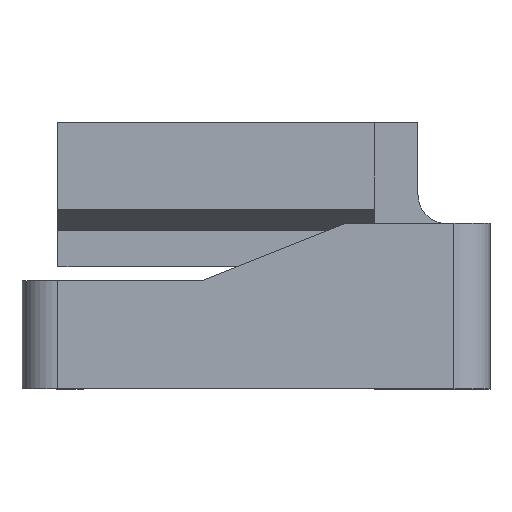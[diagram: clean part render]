
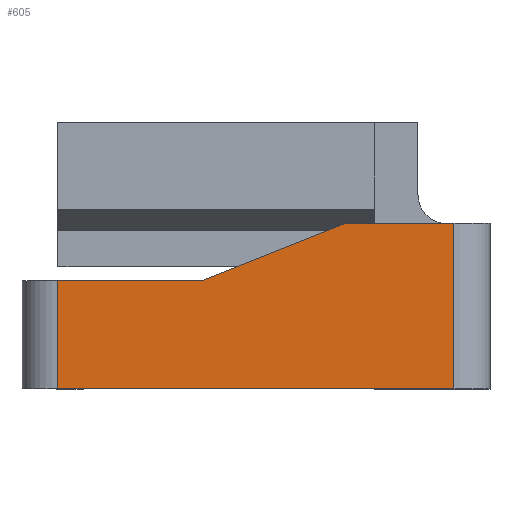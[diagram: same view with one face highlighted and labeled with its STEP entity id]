
A CAD part, top view. The second image highlights one B-rep face of the part: STEP entity #605.
In plain terms, the highlighted planar face has unit normal (0, 0, 1).
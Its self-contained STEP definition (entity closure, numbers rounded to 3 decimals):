
#43=DIRECTION('',(1.,0.,0.));
#44=VECTOR('',#43,5.5);
#45=CARTESIAN_POINT('',(-6.,0.,0.));
#46=LINE('',#45,#44);
#72=DIRECTION('',(0.,1.,0.));
#73=VECTOR('',#72,2.3);
#74=CARTESIAN_POINT('',(-0.5,0.,0.));
#75=LINE('',#74,#73);
#76=DIRECTION('',(1.,0.,0.));
#77=VECTOR('',#76,2.);
#78=CARTESIAN_POINT('',(-6.,1.5,0.));
#79=LINE('',#78,#77);
#80=DIRECTION('',(0.928,0.371,0.));
#81=VECTOR('',#80,2.154);
#82=CARTESIAN_POINT('',(-4.,1.5,0.));
#83=LINE('',#82,#81);
#84=DIRECTION('',(0.,1.,0.));
#85=VECTOR('',#84,1.5);
#86=CARTESIAN_POINT('',(-6.,0.,0.));
#87=LINE('',#86,#85);
#167=DIRECTION('',(1.,0.,0.));
#168=VECTOR('',#167,1.5);
#169=CARTESIAN_POINT('',(-2.,2.3,0.));
#170=LINE('',#169,#168);
#383=CARTESIAN_POINT('',(-6.,0.,0.));
#384=CARTESIAN_POINT('',(-0.5,0.,0.));
#385=VERTEX_POINT('',#383);
#386=VERTEX_POINT('',#384);
#405=CARTESIAN_POINT('',(-0.5,2.3,0.));
#407=VERTEX_POINT('',#405);
#419=CARTESIAN_POINT('',(-2.,2.3,0.));
#421=VERTEX_POINT('',#419);
#423=CARTESIAN_POINT('',(-6.,1.5,0.));
#424=CARTESIAN_POINT('',(-4.,1.5,0.));
#425=VERTEX_POINT('',#423);
#426=VERTEX_POINT('',#424);
#588=CARTESIAN_POINT('',(-6.,0.,0.));
#589=DIRECTION('',(0.,0.,1.));
#590=DIRECTION('',(1.,0.,0.));
#591=AXIS2_PLACEMENT_3D('',#588,#589,#590);
#592=PLANE('',#591);
#594=ORIENTED_EDGE('',*,*,#593,.T.);
#596=ORIENTED_EDGE('',*,*,#595,.T.);
#598=ORIENTED_EDGE('',*,*,#597,.T.);
#599=ORIENTED_EDGE('',*,*,#580,.F.);
#600=ORIENTED_EDGE('',*,*,#532,.F.);
#602=ORIENTED_EDGE('',*,*,#601,.T.);
#603=EDGE_LOOP('',(#594,#596,#598,#599,#600,#602));
#604=FACE_OUTER_BOUND('',#603,.F.);
#532=EDGE_CURVE('',#385,#386,#46,.T.);
#580=EDGE_CURVE('',#386,#407,#75,.T.);
#593=EDGE_CURVE('',#425,#426,#79,.T.);
#595=EDGE_CURVE('',#426,#421,#83,.T.);
#597=EDGE_CURVE('',#421,#407,#170,.T.);
#601=EDGE_CURVE('',#385,#425,#87,.T.);
#605=ADVANCED_FACE('',(#604),#592,.T.);
